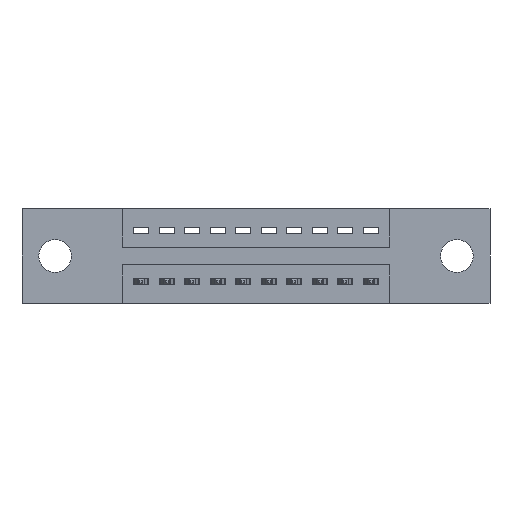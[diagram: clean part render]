
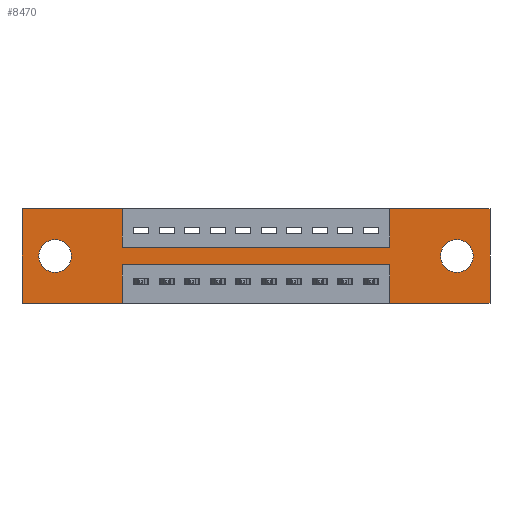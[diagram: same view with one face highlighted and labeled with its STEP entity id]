
A CAD part, front view. The second image highlights one B-rep face of the part: STEP entity #8470.
In plain terms, the highlighted planar face has unit normal (0, -1, 0).
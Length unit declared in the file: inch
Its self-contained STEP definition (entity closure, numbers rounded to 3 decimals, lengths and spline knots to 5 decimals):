
#35 = ORIENTED_EDGE ( 'NONE', *, *, #8155, .T. ) ;
#52 = CARTESIAN_POINT ( 'NONE',  ( 0., 0., -0.37 ) ) ;
#56 = CARTESIAN_POINT ( 'NONE',  ( 0.3925, 0., -0.37 ) ) ;
#230 = DIRECTION ( 'NONE',  ( 0., 0., -1. ) ) ;
#821 = VERTEX_POINT ( 'NONE', #11860 ) ;
#951 = EDGE_CURVE ( 'NONE', #6635, #10288, #4824, .T. ) ;
#1065 = EDGE_LOOP ( 'NONE', ( #1320, #10535 ) ) ;
#1098 = DIRECTION ( 'NONE',  ( -1., 0., 0. ) ) ;
#1197 = EDGE_CURVE ( 'NONE', #6138, #3758, #10417, .T. ) ;
#1262 = VERTEX_POINT ( 'NONE', #10017 ) ;
#1320 = ORIENTED_EDGE ( 'NONE', *, *, #951, .T. ) ;
#1416 = DIRECTION ( 'NONE',  ( 0., 1., 0. ) ) ;
#1433 = DIRECTION ( 'NONE',  ( 0., 0., -1. ) ) ;
#1561 = DIRECTION ( 'NONE',  ( 1., 0., 0. ) ) ;
#1599 = LINE ( 'NONE', #11122, #9333 ) ;
#1671 = VECTOR ( 'NONE', #9772, 39.37008 ) ;
#1783 = CARTESIAN_POINT ( 'NONE',  ( 1.4425, 0., -0.37 ) ) ;
#1834 = VERTEX_POINT ( 'NONE', #6240 ) ;
#1848 = EDGE_CURVE ( 'NONE', #10381, #7848, #7847, .T. ) ;
#1895 = CARTESIAN_POINT ( 'NONE',  ( 0., 0., 0. ) ) ;
#1961 = ORIENTED_EDGE ( 'NONE', *, *, #1197, .F. ) ;
#2011 = CARTESIAN_POINT ( 'NONE',  ( 1.4425, 0., -0.15 ) ) ;
#2159 = EDGE_CURVE ( 'NONE', #8407, #1834, #8406, .T. ) ;
#2347 = CARTESIAN_POINT ( 'NONE',  ( 1.705, 0., -0.121 ) ) ;
#2364 = EDGE_CURVE ( 'NONE', #1262, #821, #10947, .T. ) ;
#2377 = CARTESIAN_POINT ( 'NONE',  ( 1.4425, 0., 0. ) ) ;
#2477 = ORIENTED_EDGE ( 'NONE', *, *, #10366, .F. ) ;
#2519 = ORIENTED_EDGE ( 'NONE', *, *, #4693, .F. ) ;
#2564 = CARTESIAN_POINT ( 'NONE',  ( 0., 0., 0. ) ) ;
#2699 = ORIENTED_EDGE ( 'NONE', *, *, #6056, .F. ) ;
#2837 = ORIENTED_EDGE ( 'NONE', *, *, #10337, .F. ) ;
#2876 = CARTESIAN_POINT ( 'NONE',  ( 0.3925, 0., -0.15 ) ) ;
#3340 = CARTESIAN_POINT ( 'NONE',  ( 1.835, 0., 0. ) ) ;
#3384 = VECTOR ( 'NONE', #7062, 39.37008 ) ;
#3428 = DIRECTION ( 'NONE',  ( 0., 0., -1. ) ) ;
#3496 = CIRCLE ( 'NONE', #7606, 0.064 ) ;
#3599 = LINE ( 'NONE', #8697, #7928 ) ;
#3701 = VECTOR ( 'NONE', #1561, 39.37008 ) ;
#3711 = DIRECTION ( 'NONE',  ( 0., 0., -1. ) ) ;
#3717 = VERTEX_POINT ( 'NONE', #3789 ) ;
#3758 = VERTEX_POINT ( 'NONE', #5602 ) ;
#3789 = CARTESIAN_POINT ( 'NONE',  ( 0., 0., 0. ) ) ;
#3793 = CARTESIAN_POINT ( 'NONE',  ( 0., 0., 0. ) ) ;
#4030 = VECTOR ( 'NONE', #3711, 39.37008 ) ;
#4051 = VECTOR ( 'NONE', #8333, 39.37008 ) ;
#4076 = AXIS2_PLACEMENT_3D ( 'NONE', #4810, #11220, #6690 ) ;
#4137 = EDGE_CURVE ( 'NONE', #3717, #5298, #11636, .T. ) ;
#4162 = CARTESIAN_POINT ( 'NONE',  ( 1.705, 0., -0.185 ) ) ;
#4358 = LINE ( 'NONE', #7240, #10794 ) ;
#4502 = DIRECTION ( 'NONE',  ( 0., 0., -1. ) ) ;
#4693 = EDGE_CURVE ( 'NONE', #5298, #10381, #3599, .T. ) ;
#4810 = CARTESIAN_POINT ( 'NONE',  ( 0.13, 0., -0.185 ) ) ;
#4824 = CIRCLE ( 'NONE', #4076, 0.064 ) ;
#4898 = ORIENTED_EDGE ( 'NONE', *, *, #2159, .F. ) ;
#5016 = ORIENTED_EDGE ( 'NONE', *, *, #8651, .T. ) ;
#5121 = CARTESIAN_POINT ( 'NONE',  ( 0.13, 0., -0.121 ) ) ;
#5257 = CARTESIAN_POINT ( 'NONE',  ( 0.3925, 0., 0. ) ) ;
#5298 = VERTEX_POINT ( 'NONE', #5257 ) ;
#5359 = FACE_BOUND ( 'NONE', #1065, .T. ) ;
#5602 = CARTESIAN_POINT ( 'NONE',  ( 1.835, 0., -0.37 ) ) ;
#5603 = CARTESIAN_POINT ( 'NONE',  ( 0.3925, 0., -0.37 ) ) ;
#5770 = LINE ( 'NONE', #5603, #4030 ) ;
#5916 = ORIENTED_EDGE ( 'NONE', *, *, #2364, .F. ) ;
#5984 = CARTESIAN_POINT ( 'NONE',  ( 0.13, 0., -0.185 ) ) ;
#6045 = VERTEX_POINT ( 'NONE', #9947 ) ;
#6056 = EDGE_CURVE ( 'NONE', #6453, #6138, #7007, .T. ) ;
#6138 = VERTEX_POINT ( 'NONE', #9088 ) ;
#6240 = CARTESIAN_POINT ( 'NONE',  ( 0., 0., -0.37 ) ) ;
#6355 = EDGE_CURVE ( 'NONE', #7848, #6453, #11432, .T. ) ;
#6453 = VERTEX_POINT ( 'NONE', #2377 ) ;
#6593 = CARTESIAN_POINT ( 'NONE',  ( 1.705, 0., -0.185 ) ) ;
#6635 = VERTEX_POINT ( 'NONE', #5121 ) ;
#6690 = DIRECTION ( 'NONE',  ( 0., 0., 1. ) ) ;
#6917 = DIRECTION ( 'NONE',  ( 0., 1., 0. ) ) ;
#6937 = CIRCLE ( 'NONE', #8828, 0.064 ) ;
#6976 = VERTEX_POINT ( 'NONE', #7747 ) ;
#7007 = LINE ( 'NONE', #3793, #3701 ) ;
#7062 = DIRECTION ( 'NONE',  ( 0., 0., 1. ) ) ;
#7200 = CARTESIAN_POINT ( 'NONE',  ( 0.3925, 0., -0.15 ) ) ;
#7240 = CARTESIAN_POINT ( 'NONE',  ( 0.3925, 0., -0.22 ) ) ;
#7274 = DIRECTION ( 'NONE',  ( 0., -1., 0. ) ) ;
#7386 = EDGE_CURVE ( 'NONE', #1834, #3717, #10550, .T. ) ;
#7606 = AXIS2_PLACEMENT_3D ( 'NONE', #5984, #1416, #7846 ) ;
#7688 = VECTOR ( 'NONE', #10935, 39.37008 ) ;
#7744 = ORIENTED_EDGE ( 'NONE', *, *, #4137, .F. ) ;
#7747 = CARTESIAN_POINT ( 'NONE',  ( 0.3925, 0., -0.22 ) ) ;
#7846 = DIRECTION ( 'NONE',  ( 0., 0., 1. ) ) ;
#7847 = LINE ( 'NONE', #7200, #10817 ) ;
#7848 = VERTEX_POINT ( 'NONE', #2011 ) ;
#7928 = VECTOR ( 'NONE', #3428, 39.37008 ) ;
#7973 = VECTOR ( 'NONE', #10121, 39.37008 ) ;
#8155 = EDGE_CURVE ( 'NONE', #10559, #6045, #6937, .T. ) ;
#8164 = DIRECTION ( 'NONE',  ( 0., 0., 1. ) ) ;
#8212 = DIRECTION ( 'NONE',  ( 1., 0., 0. ) ) ;
#8293 = DIRECTION ( 'NONE',  ( -1., 0., 0. ) ) ;
#8333 = DIRECTION ( 'NONE',  ( 1., 0., 0. ) ) ;
#8405 = EDGE_CURVE ( 'NONE', #821, #6976, #4358, .T. ) ;
#8406 = LINE ( 'NONE', #10973, #7688 ) ;
#8407 = VERTEX_POINT ( 'NONE', #56 ) ;
#8470 = ADVANCED_FACE ( 'NONE', ( #8943, #5359, #9540 ), #11024, .T. ) ;
#8591 = EDGE_CURVE ( 'NONE', #10288, #6635, #3496, .T. ) ;
#8606 = AXIS2_PLACEMENT_3D ( 'NONE', #6593, #9419, #230 ) ;
#8651 = EDGE_CURVE ( 'NONE', #6045, #10559, #8804, .T. ) ;
#8697 = CARTESIAN_POINT ( 'NONE',  ( 0.3925, 0., 0. ) ) ;
#8752 = ORIENTED_EDGE ( 'NONE', *, *, #6355, .F. ) ;
#8804 = CIRCLE ( 'NONE', #8606, 0.064 ) ;
#8828 = AXIS2_PLACEMENT_3D ( 'NONE', #4162, #6917, #1433 ) ;
#8943 = FACE_BOUND ( 'NONE', #11306, .T. ) ;
#9035 = EDGE_LOOP ( 'NONE', ( #2477, #9305, #5916, #2837, #1961, #2699, #8752, #11799, #2519, #7744, #11134, #4898 ) ) ;
#9088 = CARTESIAN_POINT ( 'NONE',  ( 1.835, 0., 0. ) ) ;
#9305 = ORIENTED_EDGE ( 'NONE', *, *, #8405, .F. ) ;
#9333 = VECTOR ( 'NONE', #1098, 39.37008 ) ;
#9419 = DIRECTION ( 'NONE',  ( 0., 1., 0. ) ) ;
#9540 = FACE_OUTER_BOUND ( 'NONE', #9035, .T. ) ;
#9772 = DIRECTION ( 'NONE',  ( 0., 0., -1. ) ) ;
#9947 = CARTESIAN_POINT ( 'NONE',  ( 1.705, 0., -0.249 ) ) ;
#10017 = CARTESIAN_POINT ( 'NONE',  ( 1.4425, 0., -0.37 ) ) ;
#10121 = DIRECTION ( 'NONE',  ( 0., 0., 1. ) ) ;
#10288 = VERTEX_POINT ( 'NONE', #11041 ) ;
#10337 = EDGE_CURVE ( 'NONE', #3758, #1262, #1599, .T. ) ;
#10366 = EDGE_CURVE ( 'NONE', #6976, #8407, #5770, .T. ) ;
#10381 = VERTEX_POINT ( 'NONE', #2876 ) ;
#10417 = LINE ( 'NONE', #3340, #1671 ) ;
#10535 = ORIENTED_EDGE ( 'NONE', *, *, #8591, .T. ) ;
#10550 = LINE ( 'NONE', #2564, #3384 ) ;
#10559 = VERTEX_POINT ( 'NONE', #2347 ) ;
#10794 = VECTOR ( 'NONE', #8293, 39.37008 ) ;
#10817 = VECTOR ( 'NONE', #8212, 39.37008 ) ;
#10935 = DIRECTION ( 'NONE',  ( -1., 0., 0. ) ) ;
#10947 = LINE ( 'NONE', #1783, #7973 ) ;
#10973 = CARTESIAN_POINT ( 'NONE',  ( 0., 0., -0.37 ) ) ;
#11024 = PLANE ( 'NONE',  #11557 ) ;
#11041 = CARTESIAN_POINT ( 'NONE',  ( 0.13, 0., -0.249 ) ) ;
#11122 = CARTESIAN_POINT ( 'NONE',  ( 0., 0., -0.37 ) ) ;
#11134 = ORIENTED_EDGE ( 'NONE', *, *, #7386, .F. ) ;
#11220 = DIRECTION ( 'NONE',  ( 0., 1., 0. ) ) ;
#11306 = EDGE_LOOP ( 'NONE', ( #35, #5016 ) ) ;
#11432 = LINE ( 'NONE', #11774, #11565 ) ;
#11557 = AXIS2_PLACEMENT_3D ( 'NONE', #52, #7274, #4502 ) ;
#11565 = VECTOR ( 'NONE', #8164, 39.37008 ) ;
#11636 = LINE ( 'NONE', #1895, #4051 ) ;
#11774 = CARTESIAN_POINT ( 'NONE',  ( 1.4425, 0., 0. ) ) ;
#11799 = ORIENTED_EDGE ( 'NONE', *, *, #1848, .F. ) ;
#11860 = CARTESIAN_POINT ( 'NONE',  ( 1.4425, 0., -0.22 ) ) ;
